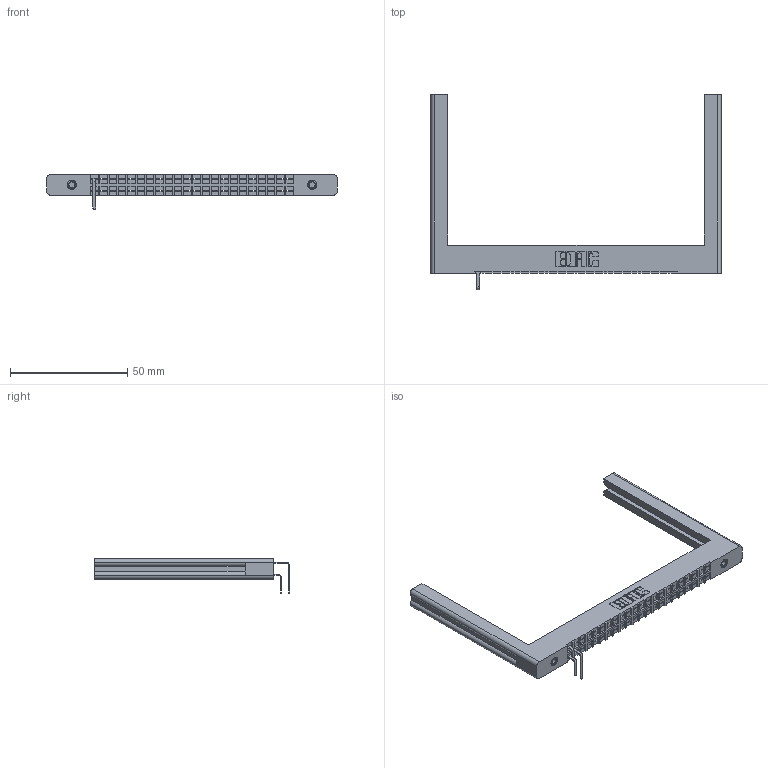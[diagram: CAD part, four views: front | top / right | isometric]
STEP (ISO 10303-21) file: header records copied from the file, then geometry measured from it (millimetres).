
FILE_DESCRIPTION (( 'STEP AP203' ), '1' );
FILE_NAME ('322-022-558-157.STEP', '2018-08-01T11:21:49', ( '' ), ( '' ), 'SwSTEP 2.0', 'SolidWorks 2016', '' );
FILE_SCHEMA (( 'CONFIG_CONTROL_DESIGN' ));
Length unit declared in the file: inch
Products named in the file (5): 322 Part; 307-290-001_558 559 - 1 (Single); 307-290-001_558 - 2 (Single); 307-250-006-100_307-250-116-100; 322-022-558-157
Assembly tree (5 placements, depth 2):
  322-022-558-157
    322 Part
    307-290-001_558 559 - 1 (Single)
    307-290-001_558 - 2 (Single)
    307-250-006-100_307-250-116-100  x2
Bounding box: 123.83 x 83.15 x 14.81 mm (x, y, z)
Volume: 15563.7 mm3; surface area: 14499.6 mm2
Topology: 5 solids, 5 shells, 681 faces, 2105 edges, 1398 vertices
Faces by surface type: plane 545, cylinder 132, cone 4
Entity records: 23734 total; most frequent: ORIENTED_EDGE 4178, CARTESIAN_POINT 4158, DIRECTION 3709, EDGE_CURVE 2089, LINE 1831, VECTOR 1831, VERTEX_POINT 1388, AXIS2_PLACEMENT_3D 939
